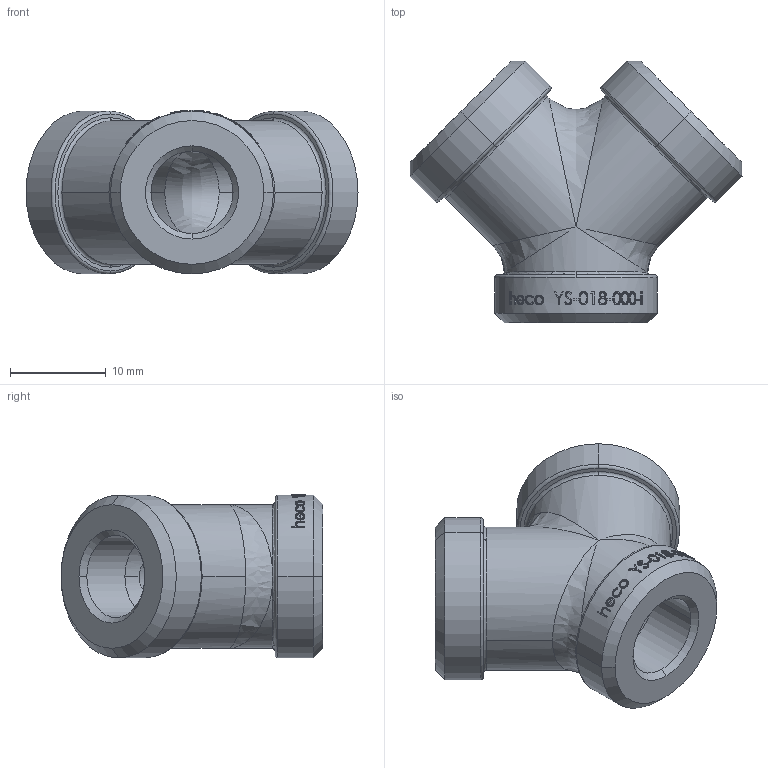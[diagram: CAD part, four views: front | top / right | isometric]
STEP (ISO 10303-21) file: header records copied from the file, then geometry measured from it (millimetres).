
FILE_DESCRIPTION (( 'STEP AP214' ), '1' );
FILE_NAME ('heco_YS-018-000-I.STEP', '2016-09-20T08:42:15', ( '' ), ( '' ), 'SwSTEP 2.0', 'SolidWorks 2016', '' );
FILE_SCHEMA (( 'AUTOMOTIVE_DESIGN' ));
Length unit declared in the file: millimetre
Products named in the file (1): heco_YS-018-000-I
Bounding box: 34.65 x 27.32 x 17.1 mm (x, y, z)
Volume: 4960 mm3; surface area: 3329.4 mm2
Topology: 1 solids, 1 shells, 236 faces, 605 edges, 388 vertices
Faces by surface type: bspline 119, cylinder 48, plane 45, cone 12, torus 12
Entity records: 18929 total; most frequent: CARTESIAN_POINT 12388, ORIENTED_EDGE 1186, EDGE_CURVE 593, DIRECTION 580, VERTEX_POINT 388, B_SPLINE_CURVE_WITH_KNOTS 373, EDGE_LOOP 269, AXIS2_PLACEMENT_3D 242
